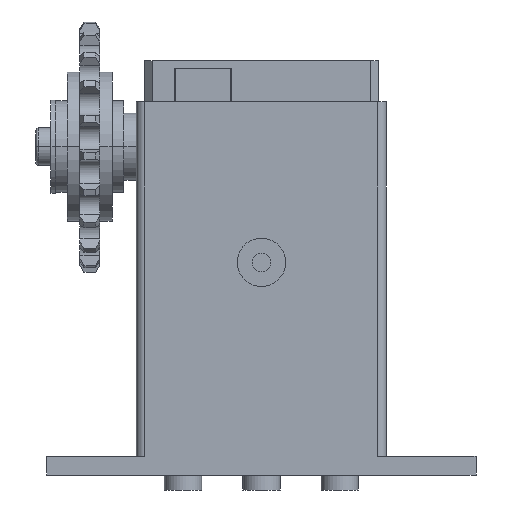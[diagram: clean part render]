
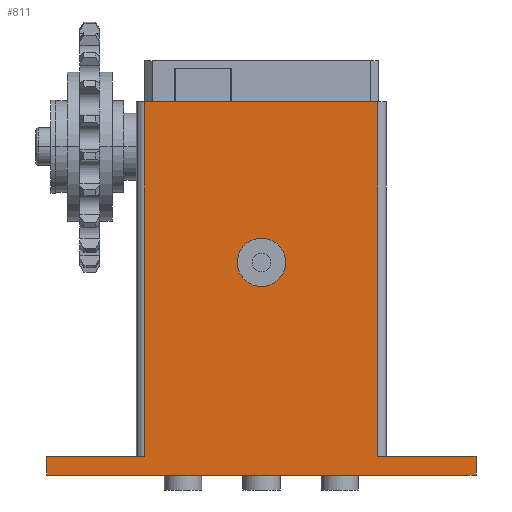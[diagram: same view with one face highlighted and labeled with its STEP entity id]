
A CAD part, left-side view. The second image highlights one B-rep face of the part: STEP entity #811.
In plain terms, the highlighted planar face has unit normal (-1, 0, 0).
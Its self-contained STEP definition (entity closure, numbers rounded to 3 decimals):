
#811=ADVANCED_FACE('',(#1637,#1638),#1639,.T.);
#1637=FACE_BOUND('',#2476,.T.);
#1638=FACE_OUTER_BOUND('',#2477,.T.);
#1639=PLANE('',#2478);
#2476=EDGE_LOOP('',(#4851,#4852));
#2477=EDGE_LOOP('',(#4853,#4854,#4855,#4856,#4857,#4858,#4859,#4860));
#2478=AXIS2_PLACEMENT_3D('',#4861,#4862,#4863);
#4851=ORIENTED_EDGE('',*,*,#5785,.T.);
#4852=ORIENTED_EDGE('',*,*,#5725,.T.);
#4853=ORIENTED_EDGE('',*,*,#5852,.T.);
#4854=ORIENTED_EDGE('',*,*,#5846,.T.);
#4855=ORIENTED_EDGE('',*,*,#5849,.T.);
#4856=ORIENTED_EDGE('',*,*,#5825,.F.);
#4857=ORIENTED_EDGE('',*,*,#5856,.T.);
#4858=ORIENTED_EDGE('',*,*,#5857,.F.);
#4859=ORIENTED_EDGE('',*,*,#5858,.T.);
#4860=ORIENTED_EDGE('',*,*,#5859,.T.);
#4861=CARTESIAN_POINT('',(-17.5,28.75,0.0));
#4862=DIRECTION('',(-1.0,0.0,0.0));
#4863=DIRECTION('',(0.0,-1.0,0.0));
#5725=EDGE_CURVE('',#7061,#7058,#7062,.T.);
#5785=EDGE_CURVE('',#7058,#7061,#7151,.T.);
#5825=EDGE_CURVE('',#7205,#7200,#7207,.T.);
#5846=EDGE_CURVE('',#7239,#7237,#7240,.T.);
#5849=EDGE_CURVE('',#7237,#7200,#7243,.T.);
#5852=EDGE_CURVE('',#7246,#7239,#7247,.T.);
#5856=EDGE_CURVE('',#7205,#7252,#7253,.T.);
#5857=EDGE_CURVE('',#7254,#7252,#7255,.T.);
#5858=EDGE_CURVE('',#7254,#7256,#7257,.T.);
#5859=EDGE_CURVE('',#7256,#7246,#7258,.T.);
#7058=VERTEX_POINT('',#9516);
#7061=VERTEX_POINT('',#9520);
#7062=CIRCLE('',#9521,6.5);
#7151=CIRCLE('',#9632,6.5);
#7200=VERTEX_POINT('',#9693);
#7205=VERTEX_POINT('',#9699);
#7207=LINE('',#9701,#9702);
#7237=VERTEX_POINT('',#9742);
#7239=VERTEX_POINT('',#9744);
#7240=LINE('',#9745,#9746);
#7243=LINE('',#9749,#9750);
#7246=VERTEX_POINT('',#9754);
#7247=LINE('',#9755,#9756);
#7252=VERTEX_POINT('',#9763);
#7253=LINE('',#9764,#9765);
#7254=VERTEX_POINT('',#9766);
#7255=LINE('',#9767,#9768);
#7256=VERTEX_POINT('',#9769);
#7257=LINE('',#9770,#9771);
#7258=LINE('',#9772,#9773);
#9516=CARTESIAN_POINT('',(-17.5,-6.5,57.0));
#9520=CARTESIAN_POINT('',(-17.5,6.5,57.0));
#9521=AXIS2_PLACEMENT_3D('',#10681,#10682,#10683);
#9632=AXIS2_PLACEMENT_3D('',#10766,#10767,#10768);
#9693=CARTESIAN_POINT('',(-17.5,31.2,100.0));
#9699=CARTESIAN_POINT('',(-17.5,31.2,5.0));
#9701=CARTESIAN_POINT('',(-17.5,31.2,5.0));
#9702=VECTOR('',#10824,1.0);
#9742=CARTESIAN_POINT('',(-17.5,-31.2,100.0));
#9744=CARTESIAN_POINT('',(-17.5,-31.2,5.0));
#9745=CARTESIAN_POINT('',(-17.5,-31.2,5.0));
#9746=VECTOR('',#10850,1.0);
#9749=CARTESIAN_POINT('',(-17.5,0.0,100.0));
#9750=VECTOR('',#10854,1.0);
#9754=CARTESIAN_POINT('',(-17.5,-57.5,5.0));
#9755=CARTESIAN_POINT('',(-17.5,0.0,5.0));
#9756=VECTOR('',#10856,1.0);
#9763=CARTESIAN_POINT('',(-17.5,57.5,5.0));
#9764=CARTESIAN_POINT('',(-17.5,0.0,5.0));
#9765=VECTOR('',#10859,1.0);
#9766=CARTESIAN_POINT('',(-17.5,57.5,0.0));
#9767=CARTESIAN_POINT('',(-17.5,57.5,0.0));
#9768=VECTOR('',#10860,1.0);
#9769=CARTESIAN_POINT('',(-17.5,-57.5,0.0));
#9770=CARTESIAN_POINT('',(-17.5,0.0,0.0));
#9771=VECTOR('',#10861,1.0);
#9772=CARTESIAN_POINT('',(-17.5,-57.5,0.0));
#9773=VECTOR('',#10862,1.0);
#10681=CARTESIAN_POINT('',(-17.5,0.0,57.0));
#10682=DIRECTION('',(1.0,0.0,-0.0));
#10683=DIRECTION('',(0.0,-1.0,0.0));
#10766=CARTESIAN_POINT('',(-17.5,0.0,57.0));
#10767=DIRECTION('',(1.0,0.0,-0.0));
#10768=DIRECTION('',(0.0,-1.0,0.0));
#10824=DIRECTION('',(0.0,0.0,1.0));
#10850=DIRECTION('',(0.0,0.0,1.0));
#10854=DIRECTION('',(0.0,1.0,-0.0));
#10856=DIRECTION('',(0.0,1.0,-0.0));
#10859=DIRECTION('',(0.0,1.0,-0.0));
#10860=DIRECTION('',(0.0,0.0,1.0));
#10861=DIRECTION('',(0.0,-1.0,0.0));
#10862=DIRECTION('',(0.0,0.0,1.0));
